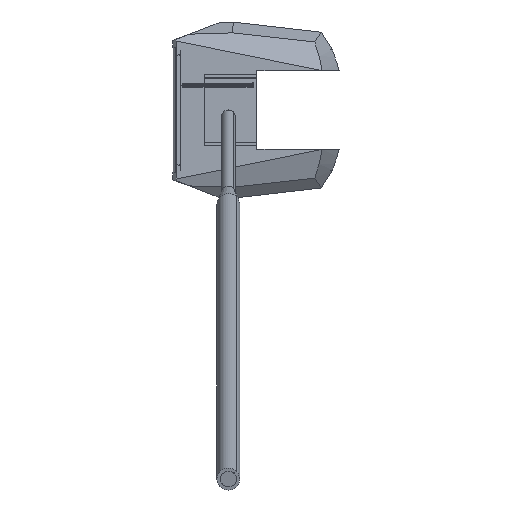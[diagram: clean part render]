
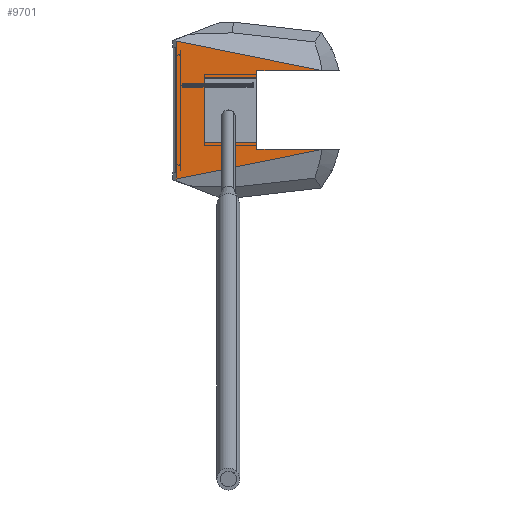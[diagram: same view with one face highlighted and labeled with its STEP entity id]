
A CAD part, top view. The second image highlights one B-rep face of the part: STEP entity #9701.
In plain terms, the highlighted planar face has unit normal (0, 0, 1).
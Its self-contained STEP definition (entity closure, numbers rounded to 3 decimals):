
#394 = ORIENTED_EDGE ( 'NONE', *, *, #2688, .F. ) ;
#688 = CARTESIAN_POINT ( 'NONE',  ( 6.301, 21.5, 30. ) ) ;
#822 = LINE ( 'NONE', #14211, #19101 ) ;
#1059 = FACE_OUTER_BOUND ( 'NONE', #5081, .T. ) ;
#1091 = DIRECTION ( 'NONE',  ( 0., -1., 0. ) ) ;
#1104 = LINE ( 'NONE', #21221, #1130 ) ;
#1130 = VECTOR ( 'NONE', #6168, 1000. ) ;
#1601 = CARTESIAN_POINT ( 'NONE',  ( -47.902, 0., 30. ) ) ;
#1805 = DIRECTION ( 'NONE',  ( 0., -1., 0. ) ) ;
#2307 = ORIENTED_EDGE ( 'NONE', *, *, #8996, .F. ) ;
#2334 = EDGE_CURVE ( 'NONE', #4567, #20720, #4783, .T. ) ;
#2362 = CARTESIAN_POINT ( 'NONE',  ( -47.902, -46.204, 30. ) ) ;
#2488 = VERTEX_POINT ( 'NONE', #688 ) ;
#2665 = LINE ( 'NONE', #9353, #18685 ) ;
#2688 = EDGE_CURVE ( 'NONE', #6523, #9723, #12535, .T. ) ;
#2714 = CARTESIAN_POINT ( 'NONE',  ( 6.301, 26.301, 30. ) ) ;
#2859 = LINE ( 'NONE', #14605, #6067 ) ;
#3179 = ORIENTED_EDGE ( 'NONE', *, *, #20388, .T. ) ;
#3443 = LINE ( 'NONE', #1601, #19006 ) ;
#3589 = CARTESIAN_POINT ( 'NONE',  ( 50., -26.301, 30. ) ) ;
#4567 = VERTEX_POINT ( 'NONE', #10309 ) ;
#4783 = LINE ( 'NONE', #20249, #17399 ) ;
#5081 = EDGE_LOOP ( 'NONE', ( #2307, #6599, #21733, #16205, #5204, #16589, #7342, #3179, #6975, #394 ) ) ;
#5204 = ORIENTED_EDGE ( 'NONE', *, *, #20850, .F. ) ;
#5475 = EDGE_CURVE ( 'NONE', #18466, #6083, #1104, .T. ) ;
#6067 = VECTOR ( 'NONE', #1091, 1000. ) ;
#6083 = VERTEX_POINT ( 'NONE', #13473 ) ;
#6123 = CARTESIAN_POINT ( 'NONE',  ( 0., 0., 30. ) ) ;
#6168 = DIRECTION ( 'NONE',  ( -1., 0., 0. ) ) ;
#6505 = DIRECTION ( 'NONE',  ( 0., -1., 0. ) ) ;
#6523 = VERTEX_POINT ( 'NONE', #14882 ) ;
#6576 = EDGE_CURVE ( 'NONE', #15509, #10121, #3443, .T. ) ;
#6599 = ORIENTED_EDGE ( 'NONE', *, *, #6576, .T. ) ;
#6975 = ORIENTED_EDGE ( 'NONE', *, *, #10305, .F. ) ;
#7342 = ORIENTED_EDGE ( 'NONE', *, *, #13409, .F. ) ;
#7761 = PLANE ( 'NONE',  #12766 ) ;
#8996 = EDGE_CURVE ( 'NONE', #15509, #6523, #11741, .T. ) ;
#9353 = CARTESIAN_POINT ( 'NONE',  ( -28.699, 21.5, 30. ) ) ;
#9542 = EDGE_CURVE ( 'NONE', #18466, #10121, #21642, .T. ) ;
#9701 = ADVANCED_FACE ( 'NONE', ( #1059 ), #7761, .T. ) ;
#9723 = VERTEX_POINT ( 'NONE', #2714 ) ;
#10121 = VERTEX_POINT ( 'NONE', #2362 ) ;
#10305 = EDGE_CURVE ( 'NONE', #9723, #2488, #822, .T. ) ;
#10309 = CARTESIAN_POINT ( 'NONE',  ( -28.699, -21.5, 30. ) ) ;
#10994 = VECTOR ( 'NONE', #16593, 1000. ) ;
#11741 = LINE ( 'NONE', #19999, #10994 ) ;
#11769 = VECTOR ( 'NONE', #13272, 1000. ) ;
#12471 = DIRECTION ( 'NONE',  ( 1., 0., 0. ) ) ;
#12535 = LINE ( 'NONE', #19585, #11769 ) ;
#12766 = AXIS2_PLACEMENT_3D ( 'NONE', #6123, #14570, #12471 ) ;
#12976 = DIRECTION ( 'NONE',  ( 1., 0., 0. ) ) ;
#13086 = LINE ( 'NONE', #21457, #18604 ) ;
#13112 = DIRECTION ( 'NONE',  ( 0., -1., 0. ) ) ;
#13154 = CARTESIAN_POINT ( 'NONE',  ( -28.699, 21.5, 30. ) ) ;
#13272 = DIRECTION ( 'NONE',  ( -1., 0., 0. ) ) ;
#13409 = EDGE_CURVE ( 'NONE', #17285, #4567, #13086, .T. ) ;
#13473 = CARTESIAN_POINT ( 'NONE',  ( 6.301, -26.301, 30. ) ) ;
#13614 = CARTESIAN_POINT ( 'NONE',  ( 6.301, -21.5, 30. ) ) ;
#14211 = CARTESIAN_POINT ( 'NONE',  ( 6.301, -26.301, 30. ) ) ;
#14570 = DIRECTION ( 'NONE',  ( 0., 0., 1. ) ) ;
#14605 = CARTESIAN_POINT ( 'NONE',  ( 6.301, -26.301, 30. ) ) ;
#14872 = DIRECTION ( 'NONE',  ( 1., 0., 0. ) ) ;
#14882 = CARTESIAN_POINT ( 'NONE',  ( 50., 26.301, 30. ) ) ;
#15509 = VERTEX_POINT ( 'NONE', #20701 ) ;
#16205 = ORIENTED_EDGE ( 'NONE', *, *, #5475, .T. ) ;
#16589 = ORIENTED_EDGE ( 'NONE', *, *, #2334, .F. ) ;
#16593 = DIRECTION ( 'NONE',  ( 0.98, -0.199, 0. ) ) ;
#17285 = VERTEX_POINT ( 'NONE', #13154 ) ;
#17399 = VECTOR ( 'NONE', #14872, 1000. ) ;
#18019 = VECTOR ( 'NONE', #20508, 1000. ) ;
#18466 = VERTEX_POINT ( 'NONE', #19962 ) ;
#18604 = VECTOR ( 'NONE', #6505, 1000. ) ;
#18685 = VECTOR ( 'NONE', #12976, 1000. ) ;
#19006 = VECTOR ( 'NONE', #1805, 1000. ) ;
#19101 = VECTOR ( 'NONE', #13112, 1000. ) ;
#19585 = CARTESIAN_POINT ( 'NONE',  ( 0., 26.301, 30. ) ) ;
#19962 = CARTESIAN_POINT ( 'NONE',  ( 50., -26.301, 30. ) ) ;
#19999 = CARTESIAN_POINT ( 'NONE',  ( -50., 46.63, 30. ) ) ;
#20249 = CARTESIAN_POINT ( 'NONE',  ( -28.699, -21.5, 30. ) ) ;
#20388 = EDGE_CURVE ( 'NONE', #17285, #2488, #2665, .T. ) ;
#20508 = DIRECTION ( 'NONE',  ( -0.98, -0.199, 0. ) ) ;
#20701 = CARTESIAN_POINT ( 'NONE',  ( -47.902, 46.204, 30. ) ) ;
#20720 = VERTEX_POINT ( 'NONE', #13614 ) ;
#20850 = EDGE_CURVE ( 'NONE', #20720, #6083, #2859, .T. ) ;
#21221 = CARTESIAN_POINT ( 'NONE',  ( 0., -26.301, 30. ) ) ;
#21457 = CARTESIAN_POINT ( 'NONE',  ( -28.699, 21.5, 30. ) ) ;
#21642 = LINE ( 'NONE', #3589, #18019 ) ;
#21733 = ORIENTED_EDGE ( 'NONE', *, *, #9542, .F. ) ;
